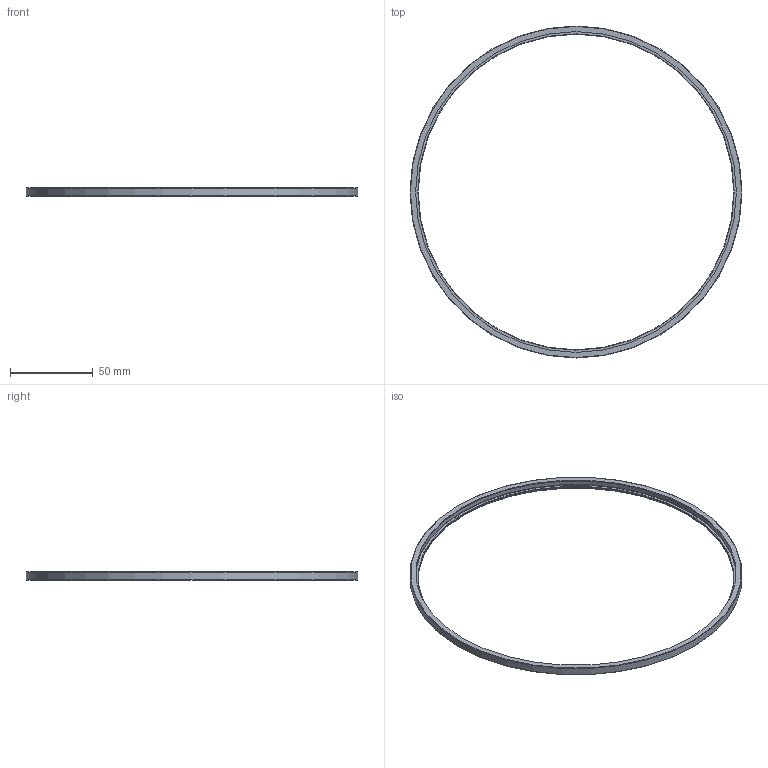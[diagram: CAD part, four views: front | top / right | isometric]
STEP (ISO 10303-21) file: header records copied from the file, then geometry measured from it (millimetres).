
FILE_DESCRIPTION(/* description */ (''),/* implementation_level */ '2;1');
FILE_NAME(/* name */ 'JAYO Spool Conversion Ring- print at 0.4 layer v2.step',/* time_stamp */ '2024-05-29T23:17:02-07:00',/* author */ (''),/* organization */ (''),/* preprocessor_version */ 'ST-DEVELOPER v20',/* originating_system */ 'Autodesk Translation Framework v13.14.0.145',/* authorisation */ '');
FILE_SCHEMA (('AUTOMOTIVE_DESIGN { 1 0 10303 214 3 1 1 }'));
Length unit declared in the file: millimetre
Products named in the file (1): JAYO Spool Conversion Ring- print at 0.4 layer
Bounding box: 201 x 201 x 4.9 mm (x, y, z)
Volume: 10708.9 mm3; surface area: 12266.6 mm2
Topology: 1 solids, 1 shells, 13 faces, 24 edges, 15 vertices
Faces by surface type: torus 5, plane 4, cylinder 3, cone 1
Full cylindrical faces by diameter (mm): 191 x1, 195 x1, 201 x1
Entity records: 371 total; most frequent: DIRECTION 72, CARTESIAN_POINT 53, ORIENTED_EDGE 48, AXIS2_PLACEMENT_3D 34, EDGE_CURVE 24, CIRCLE 20, EDGE_LOOP 17, VERTEX_POINT 15
